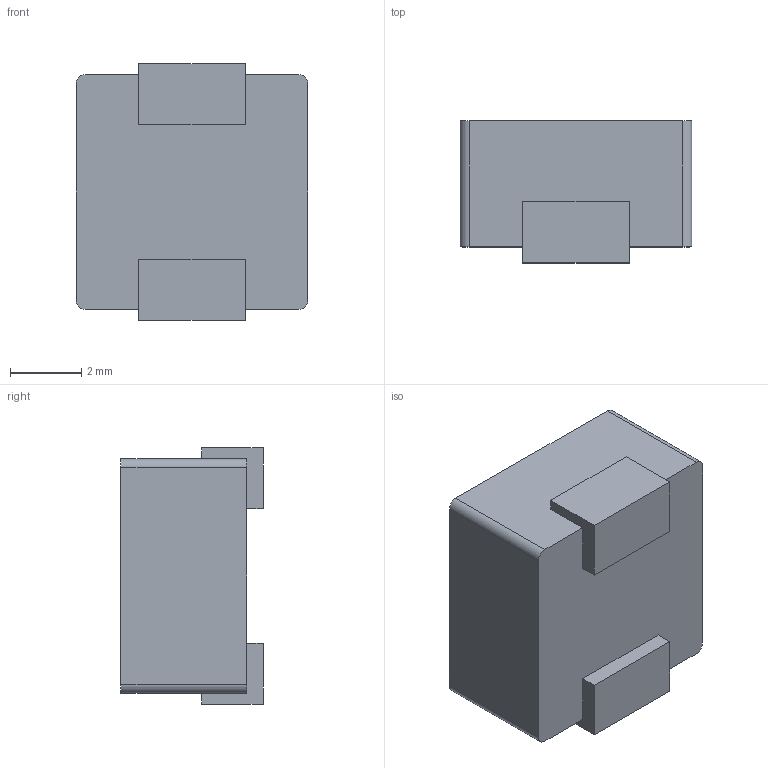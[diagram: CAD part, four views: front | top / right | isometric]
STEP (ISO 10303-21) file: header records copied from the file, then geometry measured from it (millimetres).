
FILE_DESCRIPTION((''),'2;1');
FILE_NAME('SRP6540','2015-11-24T',('brandonc'),('Bourns, Inc.'),'PRO/ENGINEER BY PARAMETRIC TECHNOLOGY CORPORATION, 2012230','PRO/ENGINEER BY PARAMETRIC TECHNOLOGY CORPORATION, 2012230','');
FILE_SCHEMA(('CONFIG_CONTROL_DESIGN'));
Length unit declared in the file: inch
Products named in the file (1): SRP6540
Bounding box: 6.5 x 3.99 x 7.19 mm (x, y, z)
Volume: 157.7 mm3; surface area: 190.9 mm2
Topology: 1 solids, 1 shells, 153 faces, 438 edges, 292 vertices
Faces by surface type: plane 149, cylinder 4
Entity records: 4940 total; most frequent: CARTESIAN_POINT 883, ORIENTED_EDGE 876, DIRECTION 752, EDGE_CURVE 438, VECTOR 430, LINE 430, VERTEX_POINT 292, AXIS2_PLACEMENT_3D 161
